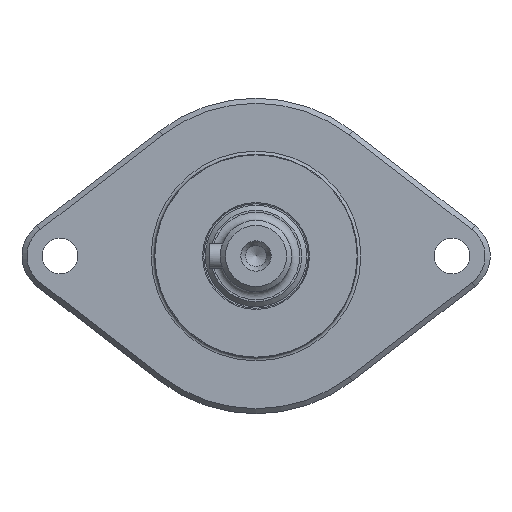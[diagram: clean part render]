
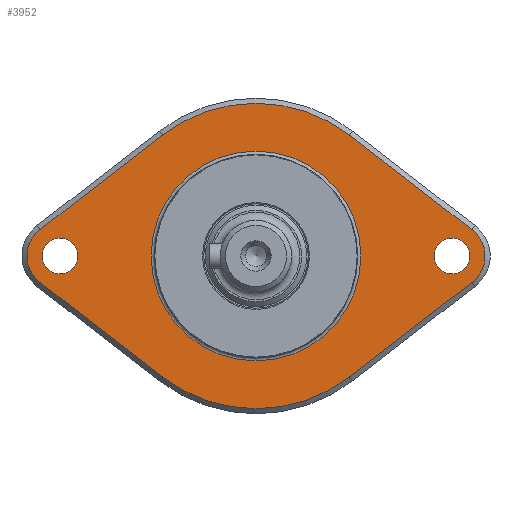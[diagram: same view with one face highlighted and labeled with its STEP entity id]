
A CAD part, left-side view. The second image highlights one B-rep face of the part: STEP entity #3952.
In plain terms, the highlighted planar face has unit normal (-1, 0, 0).
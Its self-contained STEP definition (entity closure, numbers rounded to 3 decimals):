
#138=PLANE('',#4299);
#206=FACE_BOUND('',#669,.T.);
#207=FACE_BOUND('',#670,.T.);
#208=FACE_BOUND('',#671,.T.);
#426=FACE_OUTER_BOUND('',#668,.T.);
#668=EDGE_LOOP('',(#3213,#3214,#3215,#3216,#3217,#3218,#3219,#3220));
#669=EDGE_LOOP('',(#3221,#3222));
#670=EDGE_LOOP('',(#3223));
#671=EDGE_LOOP('',(#3224));
#1030=LINE('',#6625,#1332);
#1031=LINE('',#6629,#1333);
#1032=LINE('',#6633,#1334);
#1033=LINE('',#6636,#1335);
#1332=VECTOR('',#5211,10.);
#1333=VECTOR('',#5214,10.);
#1334=VECTOR('',#5217,10.);
#1335=VECTOR('',#5220,10.);
#1459=CIRCLE('',#4268,20.6);
#1461=CIRCLE('',#4270,20.6);
#1463=CIRCLE('',#4273,3.5);
#1467=CIRCLE('',#4280,3.5);
#1476=CIRCLE('',#4300,6.5);
#1477=CIRCLE('',#4301,30.);
#1478=CIRCLE('',#4302,6.5);
#1479=CIRCLE('',#4303,30.);
#1822=VERTEX_POINT('',#6537);
#1823=VERTEX_POINT('',#6538);
#1825=VERTEX_POINT('',#6545);
#1833=VERTEX_POINT('',#6566);
#1849=VERTEX_POINT('',#6621);
#1850=VERTEX_POINT('',#6622);
#1851=VERTEX_POINT('',#6624);
#1852=VERTEX_POINT('',#6626);
#1853=VERTEX_POINT('',#6628);
#1854=VERTEX_POINT('',#6630);
#1855=VERTEX_POINT('',#6632);
#1856=VERTEX_POINT('',#6634);
#2290=EDGE_CURVE('',#1822,#1823,#1459,.T.);
#2292=EDGE_CURVE('',#1823,#1822,#1461,.T.);
#2295=EDGE_CURVE('',#1825,#1825,#1463,.T.);
#2305=EDGE_CURVE('',#1833,#1833,#1467,.T.);
#2332=EDGE_CURVE('',#1849,#1850,#1476,.T.);
#2333=EDGE_CURVE('',#1851,#1849,#1030,.T.);
#2334=EDGE_CURVE('',#1852,#1851,#1477,.T.);
#2335=EDGE_CURVE('',#1853,#1852,#1031,.T.);
#2336=EDGE_CURVE('',#1854,#1853,#1478,.T.);
#2337=EDGE_CURVE('',#1855,#1854,#1032,.T.);
#2338=EDGE_CURVE('',#1856,#1855,#1479,.T.);
#2339=EDGE_CURVE('',#1850,#1856,#1033,.T.);
#3213=ORIENTED_EDGE('',*,*,#2332,.F.);
#3214=ORIENTED_EDGE('',*,*,#2333,.F.);
#3215=ORIENTED_EDGE('',*,*,#2334,.F.);
#3216=ORIENTED_EDGE('',*,*,#2335,.F.);
#3217=ORIENTED_EDGE('',*,*,#2336,.F.);
#3218=ORIENTED_EDGE('',*,*,#2337,.F.);
#3219=ORIENTED_EDGE('',*,*,#2338,.F.);
#3220=ORIENTED_EDGE('',*,*,#2339,.F.);
#3221=ORIENTED_EDGE('',*,*,#2290,.F.);
#3222=ORIENTED_EDGE('',*,*,#2292,.F.);
#3223=ORIENTED_EDGE('',*,*,#2295,.T.);
#3224=ORIENTED_EDGE('',*,*,#2305,.T.);
#3952=ADVANCED_FACE('',(#426,#206,#207,#208),#138,.T.);
#4268=AXIS2_PLACEMENT_3D('',#6539,#5120,#5121);
#4270=AXIS2_PLACEMENT_3D('',#6541,#5124,#5125);
#4273=AXIS2_PLACEMENT_3D('',#6547,#5131,#5132);
#4280=AXIS2_PLACEMENT_3D('',#6568,#5151,#5152);
#4299=AXIS2_PLACEMENT_3D('',#6620,#5207,#5208);
#4300=AXIS2_PLACEMENT_3D('',#6623,#5209,#5210);
#4301=AXIS2_PLACEMENT_3D('',#6627,#5212,#5213);
#4302=AXIS2_PLACEMENT_3D('',#6631,#5215,#5216);
#4303=AXIS2_PLACEMENT_3D('',#6635,#5218,#5219);
#5120=DIRECTION('center_axis',(-1.,0.,0.));
#5121=DIRECTION('ref_axis',(0.,1.,0.));
#5124=DIRECTION('center_axis',(-1.,0.,0.));
#5125=DIRECTION('ref_axis',(0.,1.,0.));
#5131=DIRECTION('center_axis',(1.,0.,0.));
#5132=DIRECTION('ref_axis',(0.,0.,
1.));
#5151=DIRECTION('center_axis',(1.,0.,0.));
#5152=DIRECTION('ref_axis',(0.,0.,
1.));
#5207=DIRECTION('center_axis',(-1.,0.,0.));
#5208=DIRECTION('ref_axis',(0.,0.,
1.));
#5209=DIRECTION('center_axis',(1.,0.,0.));
#5210=DIRECTION('ref_axis',(0.,0.61,-0.792));
#5211=DIRECTION('',(0.,0.792,0.61));
#5212=DIRECTION('center_axis',(1.,0.,0.));
#5213=DIRECTION('ref_axis',(0.,-0.61,-0.792));
#5214=DIRECTION('',(0.,0.792,-0.61));
#5215=DIRECTION('center_axis',(1.,0.,0.));
#5216=DIRECTION('ref_axis',(0.,-0.61,0.792));
#5217=DIRECTION('',(0.,-0.792,-0.61));
#5218=DIRECTION('center_axis',(1.,0.,0.));
#5219=DIRECTION('ref_axis',(0.,0.61,0.792));
#5220=DIRECTION('',(0.,-0.792,0.61));
#6537=CARTESIAN_POINT('',(-136.4,20.6,0.));
#6538=CARTESIAN_POINT('',(-136.4,0.,-20.6));
#6539=CARTESIAN_POINT('Origin',(-136.4,0.,0.));
#6541=CARTESIAN_POINT('Origin',(-136.4,0.,0.));
#6545=CARTESIAN_POINT('',(-136.4,38.5,-3.5));
#6547=CARTESIAN_POINT('Origin',(-136.4,38.5,0.));
#6566=CARTESIAN_POINT('',(-136.4,-38.5,-3.5));
#6568=CARTESIAN_POINT('Origin',(-136.4,-38.5,0.));
#6620=CARTESIAN_POINT('Origin',(-136.4,33.3,0.));
#6621=CARTESIAN_POINT('',(-136.4,42.468,-5.149));
#6622=CARTESIAN_POINT('',(-136.4,42.468,5.149));
#6623=CARTESIAN_POINT('Origin',(-136.4,38.5,0.));
#6624=CARTESIAN_POINT('',(-136.4,18.312,-23.763));
#6625=CARTESIAN_POINT('',(-136.4,40.836,-6.406));
#6626=CARTESIAN_POINT('',(-136.4,-18.312,-23.763));
#6627=CARTESIAN_POINT('Origin',(-136.4,0.,0.));
#6628=CARTESIAN_POINT('',(-136.4,-42.468,-5.149));
#6629=CARTESIAN_POINT('',(-136.4,-7.865,-31.813));
#6630=CARTESIAN_POINT('',(-136.4,-42.468,5.149));
#6631=CARTESIAN_POINT('Origin',(-136.4,-38.5,0.));
#6632=CARTESIAN_POINT('',(-136.4,-18.312,23.763));
#6633=CARTESIAN_POINT('',(-136.4,-19.943,22.506));
#6634=CARTESIAN_POINT('',(-136.4,18.312,23.763));
#6635=CARTESIAN_POINT('Origin',(-136.4,0.,0.));
#6636=CARTESIAN_POINT('',(-136.4,28.758,15.713));
